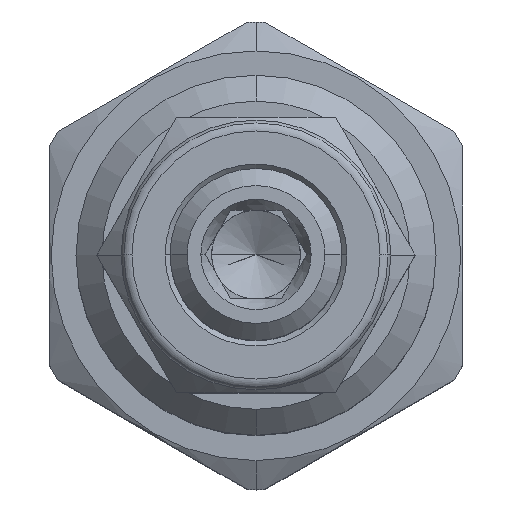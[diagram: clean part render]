
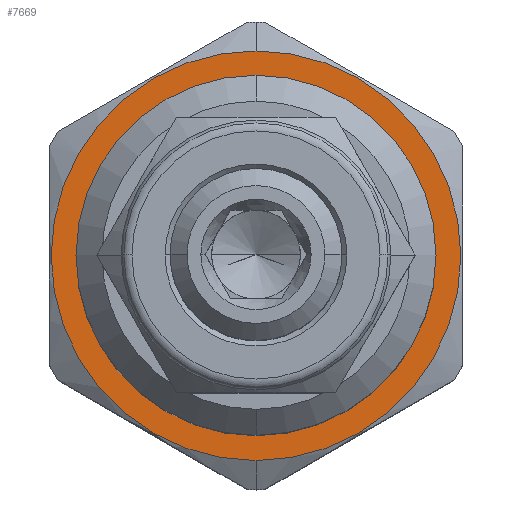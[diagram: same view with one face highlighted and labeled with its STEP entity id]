
A CAD part, top view. The second image highlights one B-rep face of the part: STEP entity #7669.
In plain terms, the highlighted planar face has unit normal (0, 0, 1).
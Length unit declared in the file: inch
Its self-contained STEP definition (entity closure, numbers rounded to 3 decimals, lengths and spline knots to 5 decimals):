
#2091=CARTESIAN_POINT('',(0.,0.,2.0305));
#2092=DIRECTION('',(0.,0.,-1.));
#2093=DIRECTION('',(0.,-1.,0.));
#2094=AXIS2_PLACEMENT_3D('',#2091,#2092,#2093);
#2169=CARTESIAN_POINT('',(0.,0.,2.0305));
#2170=DIRECTION('',(0.,0.,1.));
#2171=DIRECTION('',(0.,-1.,0.));
#2172=AXIS2_PLACEMENT_3D('',#2169,#2170,#2171);
#2435=CARTESIAN_POINT('',(0.,0.,2.0305));
#2436=DIRECTION('',(0.,0.,1.));
#2437=DIRECTION('',(0.,-1.,0.));
#2438=AXIS2_PLACEMENT_3D('',#2435,#2436,#2437);
#2440=CARTESIAN_POINT('',(0.,0.,2.0305));
#2441=DIRECTION('',(0.,0.,-1.));
#2442=DIRECTION('',(0.,-1.,0.));
#2443=AXIS2_PLACEMENT_3D('',#2440,#2441,#2442);
#4927=CARTESIAN_POINT('',(0.,-0.3715,2.0305));
#4929=VERTEX_POINT('',#4927);
#4935=CARTESIAN_POINT('',(0.,0.3715,2.0305));
#4937=VERTEX_POINT('',#4935);
#4943=CARTESIAN_POINT('',(0.,-0.3265,2.0305));
#4944=CARTESIAN_POINT('',(0.,0.3265,2.0305));
#4945=VERTEX_POINT('',#4943);
#4946=VERTEX_POINT('',#4944);
#7654=CARTESIAN_POINT('',(0.,0.,2.0305));
#7655=DIRECTION('',(0.,0.,1.));
#7656=DIRECTION('',(0.,-1.,0.));
#7657=AXIS2_PLACEMENT_3D('',#7654,#7655,#7656);
#7658=PLANE('',#7657);
#7659=ORIENTED_EDGE('',*,*,#7444,.T.);
#7660=ORIENTED_EDGE('',*,*,#7510,.F.);
#7661=EDGE_LOOP('',(#7659,#7660));
#7662=FACE_OUTER_BOUND('',#7661,.F.);
#7664=ORIENTED_EDGE('',*,*,#7663,.T.);
#7666=ORIENTED_EDGE('',*,*,#7665,.F.);
#7667=EDGE_LOOP('',(#7664,#7666));
#7668=FACE_BOUND('',#7667,.F.);
#7669=ADVANCED_FACE('',(#7662,#7668),#7658,.T.);
#2095=CIRCLE('',#2094,0.3715);
#2173=CIRCLE('',#2172,0.3715);
#2439=CIRCLE('',#2438,0.3265);
#2444=CIRCLE('',#2443,0.3265);
#7444=EDGE_CURVE('',#4929,#4937,#2095,.T.);
#7510=EDGE_CURVE('',#4929,#4937,#2173,.T.);
#7663=EDGE_CURVE('',#4945,#4946,#2439,.T.);
#7665=EDGE_CURVE('',#4945,#4946,#2444,.T.);
